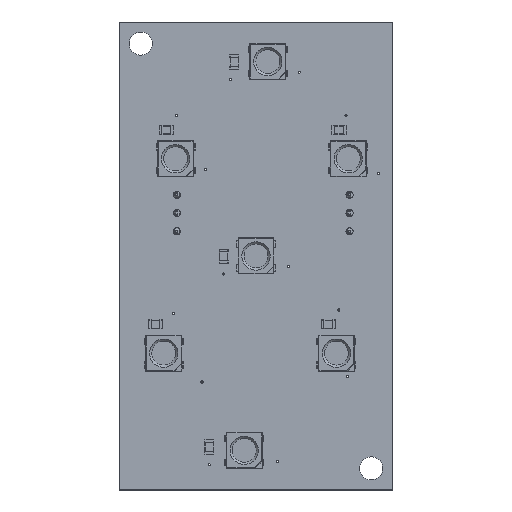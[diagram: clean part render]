
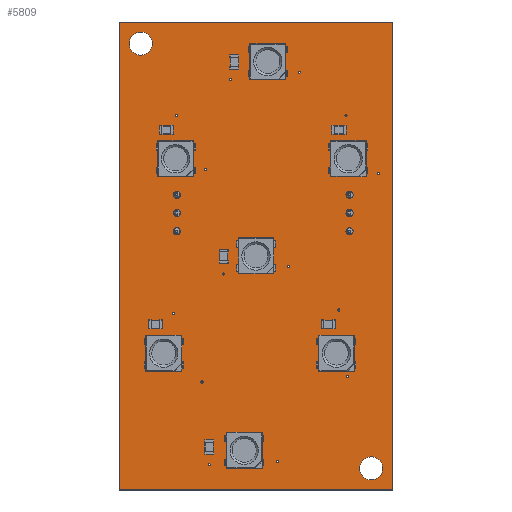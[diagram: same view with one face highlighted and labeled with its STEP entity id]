
A CAD part, top view. The second image highlights one B-rep face of the part: STEP entity #5809.
In plain terms, the highlighted planar face has unit normal (0, 0, 1).
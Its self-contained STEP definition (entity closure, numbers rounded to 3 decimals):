
#5455 = VERTEX_POINT('',#5456);
#5456 = CARTESIAN_POINT('',(78.,-142.5,1.51));
#5462 = EDGE_CURVE('',#5455,#5463,#5465,.T.);
#5463 = VERTEX_POINT('',#5464);
#5464 = CARTESIAN_POINT('',(40.,-142.5,1.51));
#5465 = LINE('',#5466,#5467);
#5466 = CARTESIAN_POINT('',(78.,-142.5,1.51));
#5467 = VECTOR('',#5468,1.);
#5468 = DIRECTION('',(-1.,0.,0.));
#5495 = VERTEX_POINT('',#5496);
#5496 = CARTESIAN_POINT('',(78.,-77.5,1.51));
#5502 = EDGE_CURVE('',#5495,#5455,#5503,.T.);
#5503 = LINE('',#5504,#5505);
#5504 = CARTESIAN_POINT('',(78.,-77.5,1.51));
#5505 = VECTOR('',#5506,1.);
#5506 = DIRECTION('',(0.,-1.,0.));
#5524 = EDGE_CURVE('',#5463,#5525,#5527,.T.);
#5525 = VERTEX_POINT('',#5526);
#5526 = CARTESIAN_POINT('',(40.,-77.5,1.51));
#5527 = LINE('',#5528,#5529);
#5528 = CARTESIAN_POINT('',(40.,-142.5,1.51));
#5529 = VECTOR('',#5530,1.);
#5530 = DIRECTION('',(0.,1.,0.));
#5809 = ADVANCED_FACE('',(#5810,#5821,#5832,#5843,#5854,#5865,#5876,
    #5887,#5898,#5909,#5920,#5931,#5942,#5953,#5964,#5975,#5986,#5997,
    #6008,#6019,#6030,#6041,#6052),#6063,.T.);
#5810 = FACE_BOUND('',#5811,.T.);
#5811 = EDGE_LOOP('',(#5812,#5813,#5814,#5820));
#5812 = ORIENTED_EDGE('',*,*,#5462,.F.);
#5813 = ORIENTED_EDGE('',*,*,#5502,.F.);
#5814 = ORIENTED_EDGE('',*,*,#5815,.F.);
#5815 = EDGE_CURVE('',#5525,#5495,#5816,.T.);
#5816 = LINE('',#5817,#5818);
#5817 = CARTESIAN_POINT('',(40.,-77.5,1.51));
#5818 = VECTOR('',#5819,1.);
#5819 = DIRECTION('',(1.,0.,0.));
#5820 = ORIENTED_EDGE('',*,*,#5524,.F.);
#5821 = FACE_BOUND('',#5822,.T.);
#5822 = EDGE_LOOP('',(#5823));
#5823 = ORIENTED_EDGE('',*,*,#5824,.T.);
#5824 = EDGE_CURVE('',#5825,#5825,#5827,.T.);
#5825 = VERTEX_POINT('',#5826);
#5826 = CARTESIAN_POINT('',(52.5,-139.15,1.51));
#5827 = CIRCLE('',#5828,0.15);
#5828 = AXIS2_PLACEMENT_3D('',#5829,#5830,#5831);
#5829 = CARTESIAN_POINT('',(52.5,-139.,1.51));
#5830 = DIRECTION('',(-0.,0.,-1.));
#5831 = DIRECTION('',(-0.,-1.,0.));
#5832 = FACE_BOUND('',#5833,.T.);
#5833 = EDGE_LOOP('',(#5834));
#5834 = ORIENTED_EDGE('',*,*,#5835,.T.);
#5835 = EDGE_CURVE('',#5836,#5836,#5838,.T.);
#5836 = VERTEX_POINT('',#5837);
#5837 = CARTESIAN_POINT('',(51.5,-127.65,1.51));
#5838 = CIRCLE('',#5839,0.15);
#5839 = AXIS2_PLACEMENT_3D('',#5840,#5841,#5842);
#5840 = CARTESIAN_POINT('',(51.5,-127.5,1.51));
#5841 = DIRECTION('',(-0.,0.,-1.));
#5842 = DIRECTION('',(-0.,-1.,0.));
#5843 = FACE_BOUND('',#5844,.T.);
#5844 = EDGE_LOOP('',(#5845));
#5845 = ORIENTED_EDGE('',*,*,#5846,.T.);
#5846 = EDGE_CURVE('',#5847,#5847,#5849,.T.);
#5847 = VERTEX_POINT('',#5848);
#5848 = CARTESIAN_POINT('',(47.5,-118.15,1.51));
#5849 = CIRCLE('',#5850,0.15);
#5850 = AXIS2_PLACEMENT_3D('',#5851,#5852,#5853);
#5851 = CARTESIAN_POINT('',(47.5,-118.,1.51));
#5852 = DIRECTION('',(-0.,0.,-1.));
#5853 = DIRECTION('',(-0.,-1.,0.));
#5854 = FACE_BOUND('',#5855,.T.);
#5855 = EDGE_LOOP('',(#5856));
#5856 = ORIENTED_EDGE('',*,*,#5857,.T.);
#5857 = EDGE_CURVE('',#5858,#5858,#5860,.T.);
#5858 = VERTEX_POINT('',#5859);
#5859 = CARTESIAN_POINT('',(54.5,-112.65,1.51));
#5860 = CIRCLE('',#5861,0.15);
#5861 = AXIS2_PLACEMENT_3D('',#5862,#5863,#5864);
#5862 = CARTESIAN_POINT('',(54.5,-112.5,1.51));
#5863 = DIRECTION('',(-0.,0.,-1.));
#5864 = DIRECTION('',(-0.,-1.,0.));
#5865 = FACE_BOUND('',#5866,.T.);
#5866 = EDGE_LOOP('',(#5867));
#5867 = ORIENTED_EDGE('',*,*,#5868,.T.);
#5868 = EDGE_CURVE('',#5869,#5869,#5871,.T.);
#5869 = VERTEX_POINT('',#5870);
#5870 = CARTESIAN_POINT('',(62.,-138.65,1.51));
#5871 = CIRCLE('',#5872,0.15);
#5872 = AXIS2_PLACEMENT_3D('',#5873,#5874,#5875);
#5873 = CARTESIAN_POINT('',(62.,-138.5,1.51));
#5874 = DIRECTION('',(-0.,0.,-1.));
#5875 = DIRECTION('',(-0.,-1.,0.));
#5876 = FACE_BOUND('',#5877,.T.);
#5877 = EDGE_LOOP('',(#5878));
#5878 = ORIENTED_EDGE('',*,*,#5879,.T.);
#5879 = EDGE_CURVE('',#5880,#5880,#5882,.T.);
#5880 = VERTEX_POINT('',#5881);
#5881 = CARTESIAN_POINT('',(75.,-141.1,1.51));
#5882 = CIRCLE('',#5883,1.6);
#5883 = AXIS2_PLACEMENT_3D('',#5884,#5885,#5886);
#5884 = CARTESIAN_POINT('',(75.,-139.5,1.51));
#5885 = DIRECTION('',(-0.,0.,-1.));
#5886 = DIRECTION('',(-0.,-1.,0.));
#5887 = FACE_BOUND('',#5888,.T.);
#5888 = EDGE_LOOP('',(#5889));
#5889 = ORIENTED_EDGE('',*,*,#5890,.T.);
#5890 = EDGE_CURVE('',#5891,#5891,#5893,.T.);
#5891 = VERTEX_POINT('',#5892);
#5892 = CARTESIAN_POINT('',(71.75,-126.9,1.51));
#5893 = CIRCLE('',#5894,0.15);
#5894 = AXIS2_PLACEMENT_3D('',#5895,#5896,#5897);
#5895 = CARTESIAN_POINT('',(71.75,-126.75,1.51));
#5896 = DIRECTION('',(-0.,0.,-1.));
#5897 = DIRECTION('',(-0.,-1.,0.));
#5898 = FACE_BOUND('',#5899,.T.);
#5899 = EDGE_LOOP('',(#5900));
#5900 = ORIENTED_EDGE('',*,*,#5901,.T.);
#5901 = EDGE_CURVE('',#5902,#5902,#5904,.T.);
#5902 = VERTEX_POINT('',#5903);
#5903 = CARTESIAN_POINT('',(63.5,-111.65,1.51));
#5904 = CIRCLE('',#5905,0.15);
#5905 = AXIS2_PLACEMENT_3D('',#5906,#5907,#5908);
#5906 = CARTESIAN_POINT('',(63.5,-111.5,1.51));
#5907 = DIRECTION('',(-0.,0.,-1.));
#5908 = DIRECTION('',(-0.,-1.,0.));
#5909 = FACE_BOUND('',#5910,.T.);
#5910 = EDGE_LOOP('',(#5911));
#5911 = ORIENTED_EDGE('',*,*,#5912,.T.);
#5912 = EDGE_CURVE('',#5913,#5913,#5915,.T.);
#5913 = VERTEX_POINT('',#5914);
#5914 = CARTESIAN_POINT('',(70.5,-117.65,1.51));
#5915 = CIRCLE('',#5916,0.15);
#5916 = AXIS2_PLACEMENT_3D('',#5917,#5918,#5919);
#5917 = CARTESIAN_POINT('',(70.5,-117.5,1.51));
#5918 = DIRECTION('',(-0.,0.,-1.));
#5919 = DIRECTION('',(-0.,-1.,0.));
#5920 = FACE_BOUND('',#5921,.T.);
#5921 = EDGE_LOOP('',(#5922));
#5922 = ORIENTED_EDGE('',*,*,#5923,.T.);
#5923 = EDGE_CURVE('',#5924,#5924,#5926,.T.);
#5924 = VERTEX_POINT('',#5925);
#5925 = CARTESIAN_POINT('',(48.,-107.08,1.51));
#5926 = CIRCLE('',#5927,0.5);
#5927 = AXIS2_PLACEMENT_3D('',#5928,#5929,#5930);
#5928 = CARTESIAN_POINT('',(48.,-106.58,1.51));
#5929 = DIRECTION('',(-0.,0.,-1.));
#5930 = DIRECTION('',(-0.,-1.,0.));
#5931 = FACE_BOUND('',#5932,.T.);
#5932 = EDGE_LOOP('',(#5933));
#5933 = ORIENTED_EDGE('',*,*,#5934,.T.);
#5934 = EDGE_CURVE('',#5935,#5935,#5937,.T.);
#5935 = VERTEX_POINT('',#5936);
#5936 = CARTESIAN_POINT('',(48.,-104.54,1.51));
#5937 = CIRCLE('',#5938,0.5);
#5938 = AXIS2_PLACEMENT_3D('',#5939,#5940,#5941);
#5939 = CARTESIAN_POINT('',(48.,-104.04,1.51));
#5940 = DIRECTION('',(-0.,0.,-1.));
#5941 = DIRECTION('',(-0.,-1.,0.));
#5942 = FACE_BOUND('',#5943,.T.);
#5943 = EDGE_LOOP('',(#5944));
#5944 = ORIENTED_EDGE('',*,*,#5945,.T.);
#5945 = EDGE_CURVE('',#5946,#5946,#5948,.T.);
#5946 = VERTEX_POINT('',#5947);
#5947 = CARTESIAN_POINT('',(48.,-102.,1.51));
#5948 = CIRCLE('',#5949,0.5);
#5949 = AXIS2_PLACEMENT_3D('',#5950,#5951,#5952);
#5950 = CARTESIAN_POINT('',(48.,-101.5,1.51));
#5951 = DIRECTION('',(-0.,0.,-1.));
#5952 = DIRECTION('',(-0.,-1.,0.));
#5953 = FACE_BOUND('',#5954,.T.);
#5954 = EDGE_LOOP('',(#5955));
#5955 = ORIENTED_EDGE('',*,*,#5956,.T.);
#5956 = EDGE_CURVE('',#5957,#5957,#5959,.T.);
#5957 = VERTEX_POINT('',#5958);
#5958 = CARTESIAN_POINT('',(52.,-98.15,1.51));
#5959 = CIRCLE('',#5960,0.15);
#5960 = AXIS2_PLACEMENT_3D('',#5961,#5962,#5963);
#5961 = CARTESIAN_POINT('',(52.,-98.,1.51));
#5962 = DIRECTION('',(-0.,0.,-1.));
#5963 = DIRECTION('',(-0.,-1.,0.));
#5964 = FACE_BOUND('',#5965,.T.);
#5965 = EDGE_LOOP('',(#5966));
#5966 = ORIENTED_EDGE('',*,*,#5967,.T.);
#5967 = EDGE_CURVE('',#5968,#5968,#5970,.T.);
#5968 = VERTEX_POINT('',#5969);
#5969 = CARTESIAN_POINT('',(48.,-90.65,1.51));
#5970 = CIRCLE('',#5971,0.15);
#5971 = AXIS2_PLACEMENT_3D('',#5972,#5973,#5974);
#5972 = CARTESIAN_POINT('',(48.,-90.5,1.51));
#5973 = DIRECTION('',(-0.,0.,-1.));
#5974 = DIRECTION('',(-0.,-1.,0.));
#5975 = FACE_BOUND('',#5976,.T.);
#5976 = EDGE_LOOP('',(#5977));
#5977 = ORIENTED_EDGE('',*,*,#5978,.T.);
#5978 = EDGE_CURVE('',#5979,#5979,#5981,.T.);
#5979 = VERTEX_POINT('',#5980);
#5980 = CARTESIAN_POINT('',(43.,-82.1,1.51));
#5981 = CIRCLE('',#5982,1.6);
#5982 = AXIS2_PLACEMENT_3D('',#5983,#5984,#5985);
#5983 = CARTESIAN_POINT('',(43.,-80.5,1.51));
#5984 = DIRECTION('',(-0.,0.,-1.));
#5985 = DIRECTION('',(-0.,-1.,0.));
#5986 = FACE_BOUND('',#5987,.T.);
#5987 = EDGE_LOOP('',(#5988));
#5988 = ORIENTED_EDGE('',*,*,#5989,.T.);
#5989 = EDGE_CURVE('',#5990,#5990,#5992,.T.);
#5990 = VERTEX_POINT('',#5991);
#5991 = CARTESIAN_POINT('',(55.5,-85.65,1.51));
#5992 = CIRCLE('',#5993,0.15);
#5993 = AXIS2_PLACEMENT_3D('',#5994,#5995,#5996);
#5994 = CARTESIAN_POINT('',(55.5,-85.5,1.51));
#5995 = DIRECTION('',(-0.,0.,-1.));
#5996 = DIRECTION('',(-0.,-1.,0.));
#5997 = FACE_BOUND('',#5998,.T.);
#5998 = EDGE_LOOP('',(#5999));
#5999 = ORIENTED_EDGE('',*,*,#6000,.T.);
#6000 = EDGE_CURVE('',#6001,#6001,#6003,.T.);
#6001 = VERTEX_POINT('',#6002);
#6002 = CARTESIAN_POINT('',(72.,-107.08,1.51));
#6003 = CIRCLE('',#6004,0.5);
#6004 = AXIS2_PLACEMENT_3D('',#6005,#6006,#6007);
#6005 = CARTESIAN_POINT('',(72.,-106.58,1.51));
#6006 = DIRECTION('',(-0.,0.,-1.));
#6007 = DIRECTION('',(-0.,-1.,0.));
#6008 = FACE_BOUND('',#6009,.T.);
#6009 = EDGE_LOOP('',(#6010));
#6010 = ORIENTED_EDGE('',*,*,#6011,.T.);
#6011 = EDGE_CURVE('',#6012,#6012,#6014,.T.);
#6012 = VERTEX_POINT('',#6013);
#6013 = CARTESIAN_POINT('',(72.,-104.54,1.51));
#6014 = CIRCLE('',#6015,0.5);
#6015 = AXIS2_PLACEMENT_3D('',#6016,#6017,#6018);
#6016 = CARTESIAN_POINT('',(72.,-104.04,1.51));
#6017 = DIRECTION('',(-0.,0.,-1.));
#6018 = DIRECTION('',(-0.,-1.,0.));
#6019 = FACE_BOUND('',#6020,.T.);
#6020 = EDGE_LOOP('',(#6021));
#6021 = ORIENTED_EDGE('',*,*,#6022,.T.);
#6022 = EDGE_CURVE('',#6023,#6023,#6025,.T.);
#6023 = VERTEX_POINT('',#6024);
#6024 = CARTESIAN_POINT('',(72.,-102.,1.51));
#6025 = CIRCLE('',#6026,0.5);
#6026 = AXIS2_PLACEMENT_3D('',#6027,#6028,#6029);
#6027 = CARTESIAN_POINT('',(72.,-101.5,1.51));
#6028 = DIRECTION('',(-0.,0.,-1.));
#6029 = DIRECTION('',(-0.,-1.,0.));
#6030 = FACE_BOUND('',#6031,.T.);
#6031 = EDGE_LOOP('',(#6032));
#6032 = ORIENTED_EDGE('',*,*,#6033,.T.);
#6033 = EDGE_CURVE('',#6034,#6034,#6036,.T.);
#6034 = VERTEX_POINT('',#6035);
#6035 = CARTESIAN_POINT('',(76.,-98.65,1.51));
#6036 = CIRCLE('',#6037,0.15);
#6037 = AXIS2_PLACEMENT_3D('',#6038,#6039,#6040);
#6038 = CARTESIAN_POINT('',(76.,-98.5,1.51));
#6039 = DIRECTION('',(-0.,0.,-1.));
#6040 = DIRECTION('',(-0.,-1.,0.));
#6041 = FACE_BOUND('',#6042,.T.);
#6042 = EDGE_LOOP('',(#6043));
#6043 = ORIENTED_EDGE('',*,*,#6044,.T.);
#6044 = EDGE_CURVE('',#6045,#6045,#6047,.T.);
#6045 = VERTEX_POINT('',#6046);
#6046 = CARTESIAN_POINT('',(65.,-84.65,1.51));
#6047 = CIRCLE('',#6048,0.15);
#6048 = AXIS2_PLACEMENT_3D('',#6049,#6050,#6051);
#6049 = CARTESIAN_POINT('',(65.,-84.5,1.51));
#6050 = DIRECTION('',(-0.,0.,-1.));
#6051 = DIRECTION('',(-0.,-1.,0.));
#6052 = FACE_BOUND('',#6053,.T.);
#6053 = EDGE_LOOP('',(#6054));
#6054 = ORIENTED_EDGE('',*,*,#6055,.T.);
#6055 = EDGE_CURVE('',#6056,#6056,#6058,.T.);
#6056 = VERTEX_POINT('',#6057);
#6057 = CARTESIAN_POINT('',(71.5,-90.65,1.51));
#6058 = CIRCLE('',#6059,0.15);
#6059 = AXIS2_PLACEMENT_3D('',#6060,#6061,#6062);
#6060 = CARTESIAN_POINT('',(71.5,-90.5,1.51));
#6061 = DIRECTION('',(-0.,0.,-1.));
#6062 = DIRECTION('',(-0.,-1.,0.));
#6063 = PLANE('',#6064);
#6064 = AXIS2_PLACEMENT_3D('',#6065,#6066,#6067);
#6065 = CARTESIAN_POINT('',(0.,0.,1.51));
#6066 = DIRECTION('',(0.,0.,1.));
#6067 = DIRECTION('',(1.,0.,-0.));
